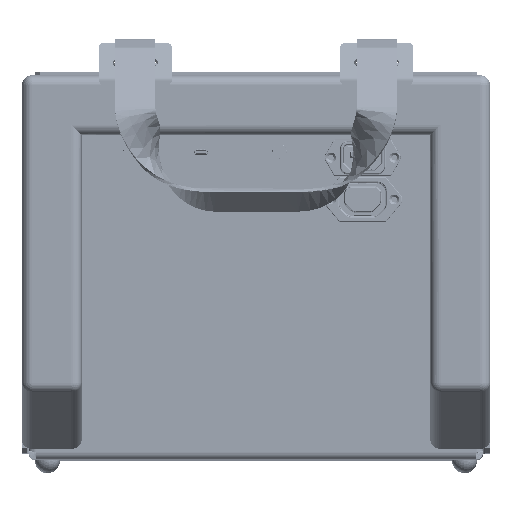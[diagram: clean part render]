
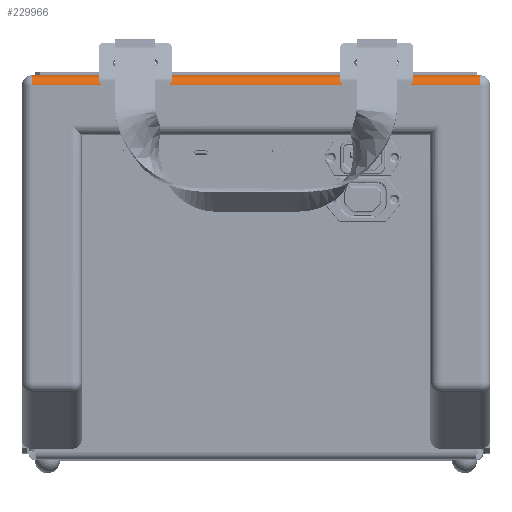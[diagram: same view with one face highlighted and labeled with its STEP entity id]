
A CAD part, top view. The second image highlights one B-rep face of the part: STEP entity #229966.
In plain terms, the highlighted cylindrical face has radius 6.35 mm (diameter 12.7 mm), a partial arc.
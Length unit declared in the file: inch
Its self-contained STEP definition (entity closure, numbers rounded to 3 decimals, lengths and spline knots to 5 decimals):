
#1331 = ORIENTED_EDGE ( 'NONE', *, *, #158096, .F. ) ;
#2187 = VERTEX_POINT ( 'NONE', #185308 ) ;
#6695 = VECTOR ( 'NONE', #280572, 39.37008 ) ;
#19113 = CARTESIAN_POINT ( 'NONE',  ( 0., 9.1685, 11.345 ) ) ;
#19542 = VECTOR ( 'NONE', #280379, 39.37008 ) ;
#21292 = CARTESIAN_POINT ( 'NONE',  ( 5.815, 9.4185, 11.345 ) ) ;
#46823 = LINE ( 'NONE', #343727, #6695 ) ;
#52840 = LINE ( 'NONE', #21292, #19542 ) ;
#65603 = VERTEX_POINT ( 'NONE', #320707 ) ;
#69167 = CIRCLE ( 'NONE', #136229, 0.25 ) ;
#82903 = CARTESIAN_POINT ( 'NONE',  ( 5.565, 9.1685, 11.345 ) ) ;
#95295 = AXIS2_PLACEMENT_3D ( 'NONE', #19113, #309910, #151797 ) ;
#105122 = AXIS2_PLACEMENT_3D ( 'NONE', #82903, #274654, #280868 ) ;
#124507 = EDGE_LOOP ( 'NONE', ( #277335, #1331, #312745, #388187 ) ) ;
#127429 = VERTEX_POINT ( 'NONE', #270868 ) ;
#136229 = AXIS2_PLACEMENT_3D ( 'NONE', #250736, #379172, #347566 ) ;
#144792 = VERTEX_POINT ( 'NONE', #341457 ) ;
#151797 = DIRECTION ( 'NONE',  ( 0., 0., -1. ) ) ;
#155952 = FACE_OUTER_BOUND ( 'NONE', #124507, .T. ) ;
#158096 = EDGE_CURVE ( 'NONE', #144792, #65603, #52840, .T. ) ;
#159048 = CIRCLE ( 'NONE', #105122, 0.25 ) ;
#185308 = CARTESIAN_POINT ( 'NONE',  ( 5.565, 9.1685, 11.595 ) ) ;
#229966 = ADVANCED_FACE ( 'NONE', ( #155952 ), #345564, .T. ) ;
#250736 = CARTESIAN_POINT ( 'NONE',  ( -5.565, 9.1685, 11.345 ) ) ;
#270868 = CARTESIAN_POINT ( 'NONE',  ( -5.565, 9.1685, 11.595 ) ) ;
#274654 = DIRECTION ( 'NONE',  ( -1., 0., 0. ) ) ;
#277335 = ORIENTED_EDGE ( 'NONE', *, *, #356412, .T. ) ;
#280379 = DIRECTION ( 'NONE',  ( 1., 0., 0. ) ) ;
#280572 = DIRECTION ( 'NONE',  ( -1., 0., 0. ) ) ;
#280868 = DIRECTION ( 'NONE',  ( 0., 0., -1. ) ) ;
#309910 = DIRECTION ( 'NONE',  ( 1., 0., 0. ) ) ;
#312745 = ORIENTED_EDGE ( 'NONE', *, *, #350053, .T. ) ;
#320707 = CARTESIAN_POINT ( 'NONE',  ( 5.565, 9.4185, 11.345 ) ) ;
#324926 = EDGE_CURVE ( 'NONE', #2187, #127429, #46823, .T. ) ;
#341457 = CARTESIAN_POINT ( 'NONE',  ( -5.565, 9.4185, 11.345 ) ) ;
#343727 = CARTESIAN_POINT ( 'NONE',  ( -5.815, 9.1685, 11.595 ) ) ;
#345564 = CYLINDRICAL_SURFACE ( 'NONE', #95295, 0.25 ) ;
#347566 = DIRECTION ( 'NONE',  ( 0., 0., 1. ) ) ;
#350053 = EDGE_CURVE ( 'NONE', #144792, #127429, #69167, .T. ) ;
#356412 = EDGE_CURVE ( 'NONE', #2187, #65603, #159048, .T. ) ;
#379172 = DIRECTION ( 'NONE',  ( 1., 0., 0. ) ) ;
#388187 = ORIENTED_EDGE ( 'NONE', *, *, #324926, .F. ) ;
